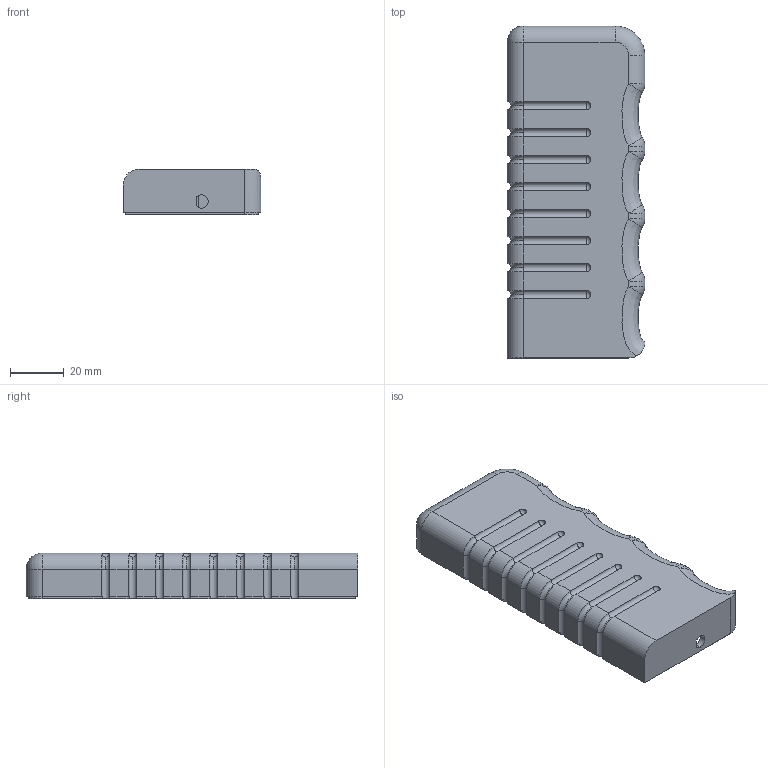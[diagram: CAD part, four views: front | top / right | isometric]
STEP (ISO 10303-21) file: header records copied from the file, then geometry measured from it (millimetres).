
FILE_DESCRIPTION (( 'STEP AP214' ), '1' );
FILE_NAME ('ShellBottom.STEP', '2025-10-27T08:07:44', ( '' ), ( '' ), 'SwSTEP 2.0', 'SolidWorks 2020', '' );
FILE_SCHEMA (( 'AUTOMOTIVE_DESIGN' ));
Length unit declared in the file: millimetre
Products named in the file (1): ShellBottom
Bounding box: 51 x 123 x 17 mm (x, y, z)
Volume: 25127.3 mm3; surface area: 23820.7 mm2
Topology: 1 solids, 1 shells, 283 faces, 747 edges, 453 vertices
Faces by surface type: cylinder 118, plane 93, bspline 24, sphere 24, torus 18, cone 6
Entity records: 10276 total; most frequent: CARTESIAN_POINT 3339, DIRECTION 1484, ORIENTED_EDGE 1446, EDGE_CURVE 723, AXIS2_PLACEMENT_3D 558, VERTEX_POINT 453, VECTOR 368, LINE 368
